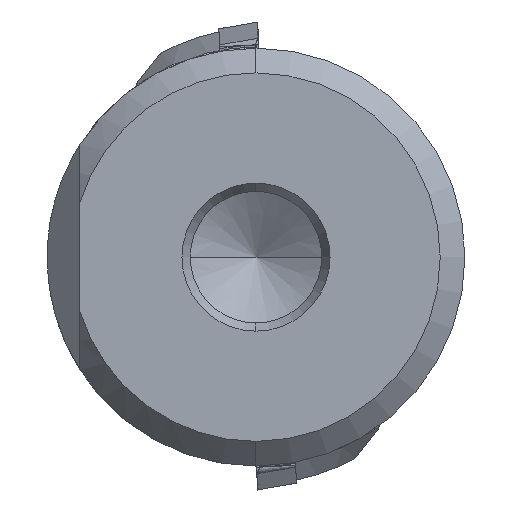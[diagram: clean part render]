
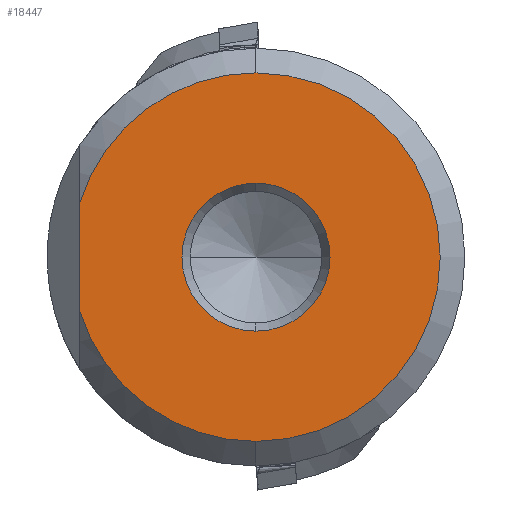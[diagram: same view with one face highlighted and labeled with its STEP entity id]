
A CAD part, left-side view. The second image highlights one B-rep face of the part: STEP entity #18447.
In plain terms, the highlighted planar face has unit normal (-1, 0, 0).
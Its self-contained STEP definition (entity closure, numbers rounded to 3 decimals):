
#76 = CARTESIAN_POINT ( 'NONE',  ( 0., 10.7, 0. ) ) ;
#289 = CIRCLE ( 'NONE', #13416, 11.2 ) ;
#479 = CARTESIAN_POINT ( 'NONE',  ( 0., 0., 0. ) ) ;
#1043 = AXIS2_PLACEMENT_3D ( 'NONE', #19975, #2340, #21880 ) ;
#2142 = CARTESIAN_POINT ( 'NONE',  ( 0., 0., 4.5 ) ) ;
#2340 = DIRECTION ( 'NONE',  ( -1., 0., 0. ) ) ;
#3072 = VERTEX_POINT ( 'NONE', #15675 ) ;
#3642 = CIRCLE ( 'NONE', #8895, 11.2 ) ;
#4243 = VECTOR ( 'NONE', #7238, 1000. ) ;
#5078 = EDGE_CURVE ( 'NONE', #5117, #23113, #17941, .T. ) ;
#5117 = VERTEX_POINT ( 'NONE', #6062 ) ;
#5254 = CARTESIAN_POINT ( 'NONE',  ( 0., 4.5, 0. ) ) ;
#6062 = CARTESIAN_POINT ( 'NONE',  ( 0., 10.7, 3.309 ) ) ;
#6730 = ORIENTED_EDGE ( 'NONE', *, *, #19614, .F. ) ;
#7238 = DIRECTION ( 'NONE',  ( 0., 0., -1. ) ) ;
#7334 = CARTESIAN_POINT ( 'NONE',  ( 0., 0., -11.2 ) ) ;
#7424 = ORIENTED_EDGE ( 'NONE', *, *, #7785, .T. ) ;
#7543 = CARTESIAN_POINT ( 'NONE',  ( 0., 0., 0. ) ) ;
#7785 = EDGE_CURVE ( 'NONE', #3072, #5117, #3642, .T. ) ;
#8001 = EDGE_CURVE ( 'NONE', #20110, #3072, #289, .T. ) ;
#8373 = ORIENTED_EDGE ( 'NONE', *, *, #12604, .T. ) ;
#8895 = AXIS2_PLACEMENT_3D ( 'NONE', #19798, #20150, #18493 ) ;
#9244 = DIRECTION ( 'NONE',  ( 0., 0., -1. ) ) ;
#9434 = EDGE_LOOP ( 'NONE', ( #8373, #19920, #7424, #9529 ) ) ;
#9529 = ORIENTED_EDGE ( 'NONE', *, *, #5078, .T. ) ;
#10370 = CIRCLE ( 'NONE', #19741, 4.5 ) ;
#10915 = DIRECTION ( 'NONE',  ( -1., 0., 0. ) ) ;
#11153 = CIRCLE ( 'NONE', #1043, 4.5 ) ;
#11199 = DIRECTION ( 'NONE',  ( 0., 0., 1. ) ) ;
#11334 = AXIS2_PLACEMENT_3D ( 'NONE', #479, #10915, #15029 ) ;
#12127 = VERTEX_POINT ( 'NONE', #2142 ) ;
#12528 = DIRECTION ( 'NONE',  ( 0., 0., 1. ) ) ;
#12604 = EDGE_CURVE ( 'NONE', #23113, #20110, #18469, .T. ) ;
#13416 = AXIS2_PLACEMENT_3D ( 'NONE', #7543, #14714, #11199 ) ;
#13556 = EDGE_LOOP ( 'NONE', ( #6730, #19867 ) ) ;
#14195 = FACE_OUTER_BOUND ( 'NONE', #9434, .T. ) ;
#14714 = DIRECTION ( 'NONE',  ( -1., 0., 0. ) ) ;
#15029 = DIRECTION ( 'NONE',  ( 0., 0., 1. ) ) ;
#15321 = VERTEX_POINT ( 'NONE', #18660 ) ;
#15675 = CARTESIAN_POINT ( 'NONE',  ( 0., 0., 11.2 ) ) ;
#16267 = FACE_BOUND ( 'NONE', #13556, .T. ) ;
#16395 = DIRECTION ( 'NONE',  ( -1., 0., 0. ) ) ;
#16508 = CARTESIAN_POINT ( 'NONE',  ( 0., 0., 0. ) ) ;
#17820 = AXIS2_PLACEMENT_3D ( 'NONE', #5254, #19938, #9244 ) ;
#17941 = LINE ( 'NONE', #76, #4243 ) ;
#18447 = ADVANCED_FACE ( 'NONE', ( #16267, #14195 ), #21479, .F. ) ;
#18469 = CIRCLE ( 'NONE', #11334, 11.2 ) ;
#18493 = DIRECTION ( 'NONE',  ( 0., 0., 1. ) ) ;
#18660 = CARTESIAN_POINT ( 'NONE',  ( 0., 0., -4.5 ) ) ;
#19356 = CARTESIAN_POINT ( 'NONE',  ( 0., 10.7, -3.309 ) ) ;
#19614 = EDGE_CURVE ( 'NONE', #12127, #15321, #10370, .T. ) ;
#19741 = AXIS2_PLACEMENT_3D ( 'NONE', #16508, #16395, #12528 ) ;
#19798 = CARTESIAN_POINT ( 'NONE',  ( 0., 0., 0. ) ) ;
#19867 = ORIENTED_EDGE ( 'NONE', *, *, #21564, .F. ) ;
#19920 = ORIENTED_EDGE ( 'NONE', *, *, #8001, .T. ) ;
#19938 = DIRECTION ( 'NONE',  ( 1., 0., 0. ) ) ;
#19975 = CARTESIAN_POINT ( 'NONE',  ( 0., 0., 0. ) ) ;
#20110 = VERTEX_POINT ( 'NONE', #7334 ) ;
#20150 = DIRECTION ( 'NONE',  ( -1., 0., 0. ) ) ;
#21479 = PLANE ( 'NONE',  #17820 ) ;
#21564 = EDGE_CURVE ( 'NONE', #15321, #12127, #11153, .T. ) ;
#21880 = DIRECTION ( 'NONE',  ( 0., 0., 1. ) ) ;
#23113 = VERTEX_POINT ( 'NONE', #19356 ) ;
